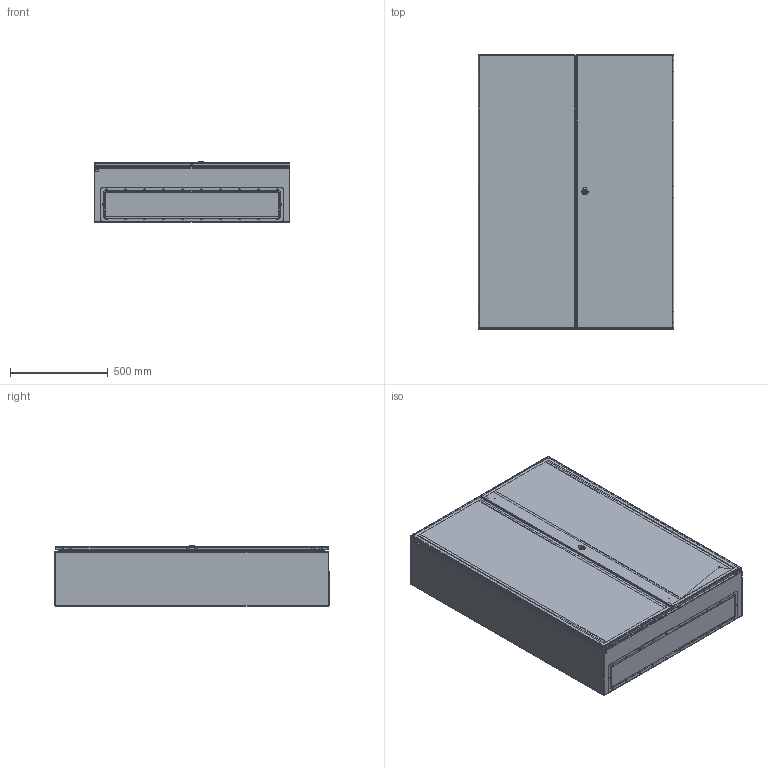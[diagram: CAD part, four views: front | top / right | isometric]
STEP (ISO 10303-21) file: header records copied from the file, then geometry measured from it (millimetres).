
FILE_DESCRIPTION(/* description */ (''),/* implementation_level */ '2;1');
FILE_NAME(/* name */ 'GN14010030PD',/* time_stamp */ '2025-04-29T12:23:01+02:00',/* author */ (''),/* organization */ (''),/* preprocessor_version */ 'ST-DEVELOPER v19.4',/* originating_system */ 'SIEMENS PLM Software NX2212.8101',/* authorisation */ '');
FILE_SCHEMA (('CONFIG_CONTROL_DESIGN'));
Length unit declared in the file: millimetre
Products named in the file (7): 501.P016.1009-01-PUERTA DOBLE S_ALA 2mm 1400x500; 501.P017.1009-01-PUERTA DOBLE C_ALA 2mm 1400x500; 501.P005.03-01-CIERRE 3 PUNTOS ALT.ARM_1400; 501.P006.1038-01-PLACA DE MONTAJE_1400x1000; 501.P003.1011-01-TAPA PASACABLES LISA; 501.P018.1019-01-FONDO 1400x1000x300; 501.C016.1019-01-GN14010030PD
Assembly tree (6 placements, depth 2):
  501.C016.1019-01-GN14010030PD
    501.P018.1019-01-FONDO 1400x1000x300
    501.P003.1011-01-TAPA PASACABLES LISA
    501.P006.1038-01-PLACA DE MONTAJE_1400x1000
    501.P005.03-01-CIERRE 3 PUNTOS ALT.ARM_1400
    501.P017.1009-01-PUERTA DOBLE C_ALA 2mm 1400x500
    501.P016.1009-01-PUERTA DOBLE S_ALA 2mm 1400x500
Bounding box: 1000 x 1402 x 306.8 mm (x, y, z)
Volume: 11044217.5 mm3; surface area: 12023796.9 mm2
Topology: 25 solids, 25 shells, 1299 faces, 3600 edges, 2343 vertices
Faces by surface type: cylinder 649, plane 500, bspline 61, sphere 40, torus 32, cone 17
Full cylindrical faces by diameter (mm): 3 x34, 3.5 x212, 6 x25, 8 x5, 9 x4, 10 x1, 15.1 x1, 16.25 x1, 19.3 x1
Entity records: 46908 total; most frequent: CARTESIAN_POINT 12297, DIRECTION 6640, ORIENTED_EDGE 6262, EDGE_CURVE 3131, AXIS2_PLACEMENT_3D 2595, VERTEX_POINT 2199, EDGE_LOOP 2192, LINE 1450
